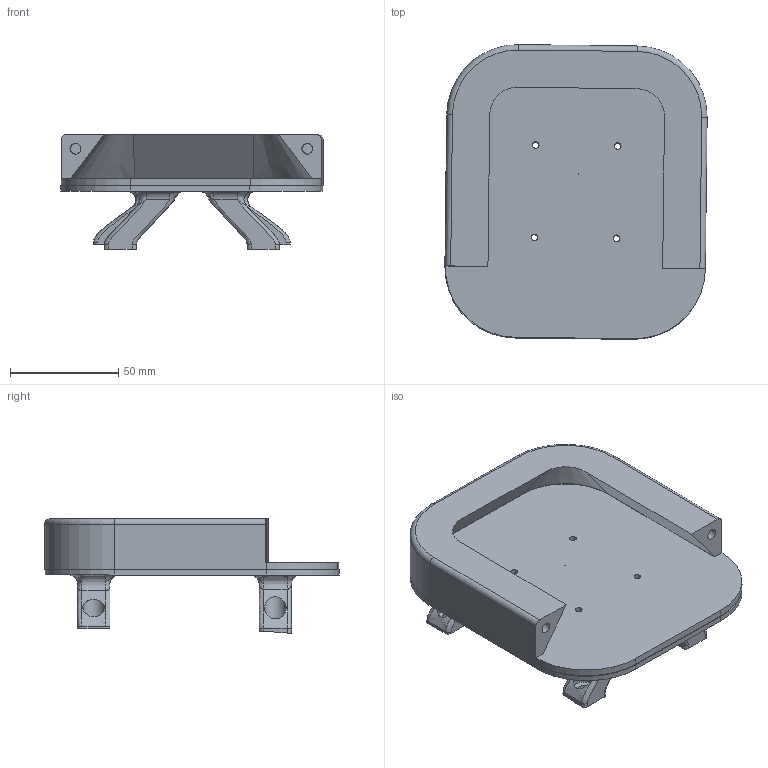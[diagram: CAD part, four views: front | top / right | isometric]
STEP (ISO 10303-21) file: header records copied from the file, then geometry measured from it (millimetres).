
FILE_DESCRIPTION(/* description */ (''),/* implementation_level */ '2;1');
FILE_NAME(/* name */ 'hot-swap-mount.step',/* time_stamp */ '2025-08-19T21:12:38-04:00',/* author */ (''),/* organization */ (''),/* preprocessor_version */ 'ST-DEVELOPER v20.1',/* originating_system */ 'Autodesk Translation Framework v14.10.0.0',/* authorisation */ '');
FILE_SCHEMA (('AUTOMOTIVE_DESIGN { 1 0 10303 214 3 1 1 }'));
Length unit declared in the file: millimetre
Products named in the file (3): head-plate; head-plate-riser; swap-base
Assembly tree (2 placements, depth 2):
  head-plate
    head-plate-riser
    swap-base
Bounding box: 120.98 x 135.95 x 52.92 mm (x, y, z)
Volume: 173720 mm3; surface area: 87721.9 mm2
Topology: 2 solids, 2 shells, 194 faces, 484 edges, 306 vertices
Faces by surface type: bspline 85, cylinder 57, plane 48, torus 2, cone 2
Full cylindrical faces by diameter (mm): 3.05 x8, 5 x6, 10 x4
Entity records: 9715 total; most frequent: CARTESIAN_POINT 5590, ORIENTED_EDGE 968, DIRECTION 607, EDGE_CURVE 484, VERTEX_POINT 306, EDGE_LOOP 242, AXIS2_PLACEMENT_3D 224, FACE_OUTER_BOUND 194
